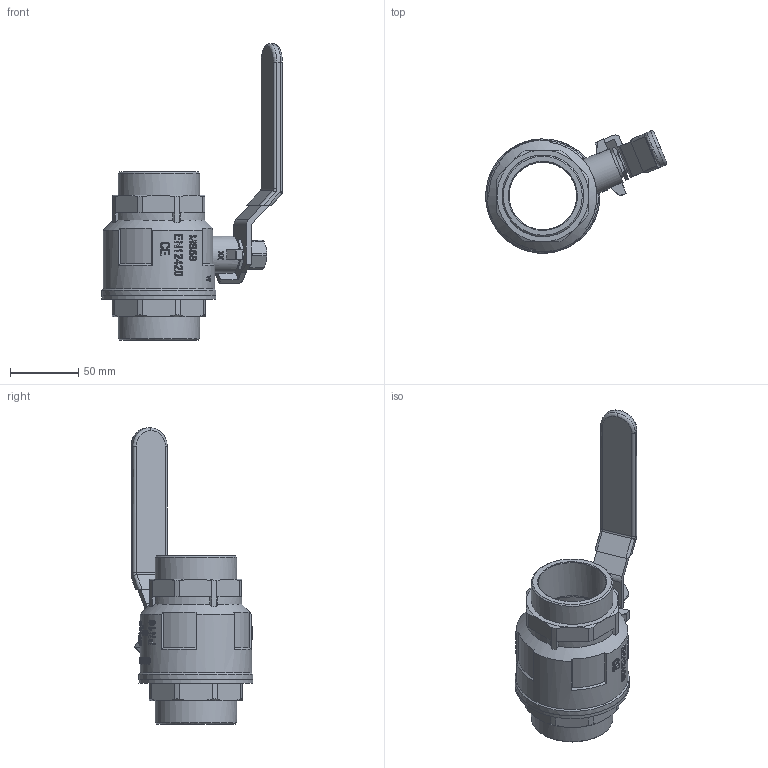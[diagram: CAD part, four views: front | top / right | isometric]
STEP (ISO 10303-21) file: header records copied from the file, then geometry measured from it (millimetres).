
FILE_DESCRIPTION(/* description */ ('Unknown','CAx-IF Rec.Pracs.---Representation and Presentation of Product Manufacturing Information (PMI)---4.0---2014-10-13','CAx-IF Rec.Pracs.---3D Tessellated Geometry---0.4---2014-09-14','2;1'),/* implementation_level */ '2;1');
FILE_NAME(/* name */ '620-09',/* time_stamp */ '2023-09-21T11:36:50+02:00',/* author */ ('Unknown'),/* organization */ ('Unknown'),/* preprocessor_version */ 'ST-DEVELOPER v18.102',/* originating_system */ 'Solid Edge',/* authorisation */ 'Unknown');
FILE_SCHEMA (('AP242_MANAGED_MODEL_BASED_3D_ENGINEERING_MIM_LF { 1 0 10303 442 1 1 4 }'));
Products named in the file (11): 620-09; Stahlgriff 2; Stahlgriff-1; Stahlgriff-um; 600-09_Spindel; 600-09_Stopfbuchse; 610-09_Einschraubteil; 620-09_Körper; M14 
Assembly tree (10 placements, depth 4):
  620-09
    Stahlgriff 2
      Stahlgriff-1
      Stahlgriff-um
    620-09
      600-09_Spindel
        600-09_Stopfbuchse
        600-09_Spindel
      610-09_Einschraubteil
      620-09_Körper
    M14 
Bounding box: 131.94 x 89.04 x 216.5 mm (x, y, z)
Volume: 193120.2 mm3; surface area: 103238.9 mm2
Topology: 7 solids, 7 shells, 1335 faces, 3732 edges, 2477 vertices
Faces by surface type: plane 1129, cylinder 128, cone 55, bspline 18, torus 3, sphere 2
Full cylindrical faces by diameter (mm): 1.5 x1, 11.835 x1, 16 x1, 16.1 x1, 16.5 x1, 18 x1, 19 x1, 20 x1, 20.5 x1, 20.52 x1, 22 x1, 27 x1, 49.5 x2, 59.614 x2, 62 x2, 75 x1, 77 x1, 77.5 x1, 81.5 x1, 83.5 x2
Entity records: 57165 total; most frequent: CARTESIAN_POINT 12700, DIRECTION 8191, ORIENTED_EDGE 7350, EDGE_CURVE 3675, AXIS2_PLACEMENT_3D 3322, VERTEX_POINT 2460, ELLIPSE 1600, LINE 1547
